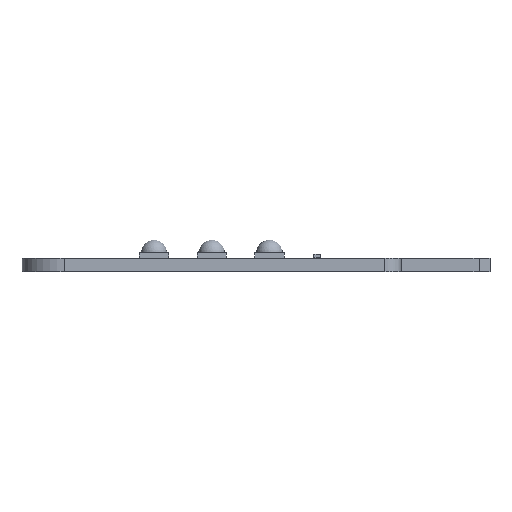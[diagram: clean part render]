
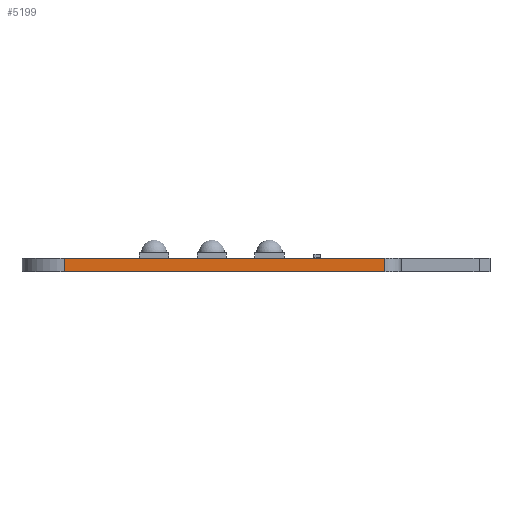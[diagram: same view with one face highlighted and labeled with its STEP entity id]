
A CAD part, left-side view. The second image highlights one B-rep face of the part: STEP entity #5199.
In plain terms, the highlighted planar face has unit normal (-1, 0, 0).
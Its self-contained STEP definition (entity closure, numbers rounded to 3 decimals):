
#3311 = PLANE('',#3312);
#3312 = AXIS2_PLACEMENT_3D('',#3313,#3314,#3315);
#3313 = CARTESIAN_POINT('',(-44.15,136.35,1.6));
#3314 = DIRECTION('',(0.,0.,-1.));
#3315 = DIRECTION('',(-1.,0.,-0.));
#3365 = PLANE('',#3366);
#3366 = AXIS2_PLACEMENT_3D('',#3367,#3368,#3369);
#3367 = CARTESIAN_POINT('',(-44.15,136.35,0.));
#3368 = DIRECTION('',(0.,0.,-1.));
#3369 = DIRECTION('',(-1.,0.,-0.));
#4082 = VERTEX_POINT('',#4083);
#4083 = CARTESIAN_POINT('',(-89.15,136.35,0.));
#4102 = CYLINDRICAL_SURFACE('',#4103,2.);
#4103 = AXIS2_PLACEMENT_3D('',#4104,#4105,#4106);
#4104 = CARTESIAN_POINT('',(-87.15,136.35,0.));
#4105 = DIRECTION('',(-0.,-0.,-1.));
#4106 = DIRECTION('',(1.,0.,-0.));
#4114 = EDGE_CURVE('',#4115,#4082,#4117,.T.);
#4115 = VERTEX_POINT('',#4116);
#4116 = CARTESIAN_POINT('',(-89.15,174.35,0.));
#4117 = SURFACE_CURVE('',#4118,(#4122,#4129),.PCURVE_S1.);
#4118 = LINE('',#4119,#4120);
#4119 = CARTESIAN_POINT('',(-89.15,174.35,0.));
#4120 = VECTOR('',#4121,1.);
#4121 = DIRECTION('',(0.,-1.,0.));
#4122 = PCURVE('',#3365,#4123);
#4123 = DEFINITIONAL_REPRESENTATION('',(#4124),#4128);
#4124 = LINE('',#4125,#4126);
#4125 = CARTESIAN_POINT('',(45.,38.));
#4126 = VECTOR('',#4127,1.);
#4127 = DIRECTION('',(-0.,-1.));
#4128 = ( GEOMETRIC_REPRESENTATION_CONTEXT(2) 
PARAMETRIC_REPRESENTATION_CONTEXT() REPRESENTATION_CONTEXT('2D SPACE',''
  ) );
#4129 = PCURVE('',#4130,#4135);
#4130 = PLANE('',#4131);
#4131 = AXIS2_PLACEMENT_3D('',#4132,#4133,#4134);
#4132 = CARTESIAN_POINT('',(-89.15,174.35,0.));
#4133 = DIRECTION('',(1.,0.,-0.));
#4134 = DIRECTION('',(0.,-1.,0.));
#4135 = DEFINITIONAL_REPRESENTATION('',(#4136),#4140);
#4136 = LINE('',#4137,#4138);
#4137 = CARTESIAN_POINT('',(0.,0.));
#4138 = VECTOR('',#4139,1.);
#4139 = DIRECTION('',(1.,0.));
#4140 = ( GEOMETRIC_REPRESENTATION_CONTEXT(2) 
PARAMETRIC_REPRESENTATION_CONTEXT() REPRESENTATION_CONTEXT('2D SPACE',''
  ) );
#4163 = CYLINDRICAL_SURFACE('',#4164,5.);
#4164 = AXIS2_PLACEMENT_3D('',#4165,#4166,#4167);
#4165 = CARTESIAN_POINT('',(-84.15,174.35,0.));
#4166 = DIRECTION('',(-0.,-0.,-1.));
#4167 = DIRECTION('',(1.,0.,-0.));
#4815 = VERTEX_POINT('',#4816);
#4816 = CARTESIAN_POINT('',(-89.15,136.35,1.6));
#4842 = EDGE_CURVE('',#4843,#4815,#4845,.T.);
#4843 = VERTEX_POINT('',#4844);
#4844 = CARTESIAN_POINT('',(-89.15,174.35,1.6));
#4845 = SURFACE_CURVE('',#4846,(#4850,#4857),.PCURVE_S1.);
#4846 = LINE('',#4847,#4848);
#4847 = CARTESIAN_POINT('',(-89.15,174.35,1.6));
#4848 = VECTOR('',#4849,1.);
#4849 = DIRECTION('',(0.,-1.,0.));
#4850 = PCURVE('',#3311,#4851);
#4851 = DEFINITIONAL_REPRESENTATION('',(#4852),#4856);
#4852 = LINE('',#4853,#4854);
#4853 = CARTESIAN_POINT('',(45.,38.));
#4854 = VECTOR('',#4855,1.);
#4855 = DIRECTION('',(-0.,-1.));
#4856 = ( GEOMETRIC_REPRESENTATION_CONTEXT(2) 
PARAMETRIC_REPRESENTATION_CONTEXT() REPRESENTATION_CONTEXT('2D SPACE',''
  ) );
#4857 = PCURVE('',#4130,#4858);
#4858 = DEFINITIONAL_REPRESENTATION('',(#4859),#4863);
#4859 = LINE('',#4860,#4861);
#4860 = CARTESIAN_POINT('',(0.,-1.6));
#4861 = VECTOR('',#4862,1.);
#4862 = DIRECTION('',(1.,0.));
#4863 = ( GEOMETRIC_REPRESENTATION_CONTEXT(2) 
PARAMETRIC_REPRESENTATION_CONTEXT() REPRESENTATION_CONTEXT('2D SPACE',''
  ) );
#5151 = EDGE_CURVE('',#4115,#4843,#5152,.T.);
#5152 = SURFACE_CURVE('',#5153,(#5157,#5164),.PCURVE_S1.);
#5153 = LINE('',#5154,#5155);
#5154 = CARTESIAN_POINT('',(-89.15,174.35,0.));
#5155 = VECTOR('',#5156,1.);
#5156 = DIRECTION('',(0.,0.,1.));
#5157 = PCURVE('',#4163,#5158);
#5158 = DEFINITIONAL_REPRESENTATION('',(#5159),#5163);
#5159 = LINE('',#5160,#5161);
#5160 = CARTESIAN_POINT('',(-3.142,0.));
#5161 = VECTOR('',#5162,1.);
#5162 = DIRECTION('',(-0.,-1.));
#5163 = ( GEOMETRIC_REPRESENTATION_CONTEXT(2) 
PARAMETRIC_REPRESENTATION_CONTEXT() REPRESENTATION_CONTEXT('2D SPACE',''
  ) );
#5164 = PCURVE('',#4130,#5165);
#5165 = DEFINITIONAL_REPRESENTATION('',(#5166),#5170);
#5166 = LINE('',#5167,#5168);
#5167 = CARTESIAN_POINT('',(0.,0.));
#5168 = VECTOR('',#5169,1.);
#5169 = DIRECTION('',(0.,-1.));
#5170 = ( GEOMETRIC_REPRESENTATION_CONTEXT(2) 
PARAMETRIC_REPRESENTATION_CONTEXT() REPRESENTATION_CONTEXT('2D SPACE',''
  ) );
#5199 = ADVANCED_FACE('',(#5200),#4130,.F.);
#5200 = FACE_BOUND('',#5201,.F.);
#5201 = EDGE_LOOP('',(#5202,#5203,#5204,#5225));
#5202 = ORIENTED_EDGE('',*,*,#5151,.T.);
#5203 = ORIENTED_EDGE('',*,*,#4842,.T.);
#5204 = ORIENTED_EDGE('',*,*,#5205,.F.);
#5205 = EDGE_CURVE('',#4082,#4815,#5206,.T.);
#5206 = SURFACE_CURVE('',#5207,(#5211,#5218),.PCURVE_S1.);
#5207 = LINE('',#5208,#5209);
#5208 = CARTESIAN_POINT('',(-89.15,136.35,0.));
#5209 = VECTOR('',#5210,1.);
#5210 = DIRECTION('',(0.,0.,1.));
#5211 = PCURVE('',#4130,#5212);
#5212 = DEFINITIONAL_REPRESENTATION('',(#5213),#5217);
#5213 = LINE('',#5214,#5215);
#5214 = CARTESIAN_POINT('',(38.,0.));
#5215 = VECTOR('',#5216,1.);
#5216 = DIRECTION('',(0.,-1.));
#5217 = ( GEOMETRIC_REPRESENTATION_CONTEXT(2) 
PARAMETRIC_REPRESENTATION_CONTEXT() REPRESENTATION_CONTEXT('2D SPACE',''
  ) );
#5218 = PCURVE('',#4102,#5219);
#5219 = DEFINITIONAL_REPRESENTATION('',(#5220),#5224);
#5220 = LINE('',#5221,#5222);
#5221 = CARTESIAN_POINT('',(-3.142,0.));
#5222 = VECTOR('',#5223,1.);
#5223 = DIRECTION('',(-0.,-1.));
#5224 = ( GEOMETRIC_REPRESENTATION_CONTEXT(2) 
PARAMETRIC_REPRESENTATION_CONTEXT() REPRESENTATION_CONTEXT('2D SPACE',''
  ) );
#5225 = ORIENTED_EDGE('',*,*,#4114,.F.);
